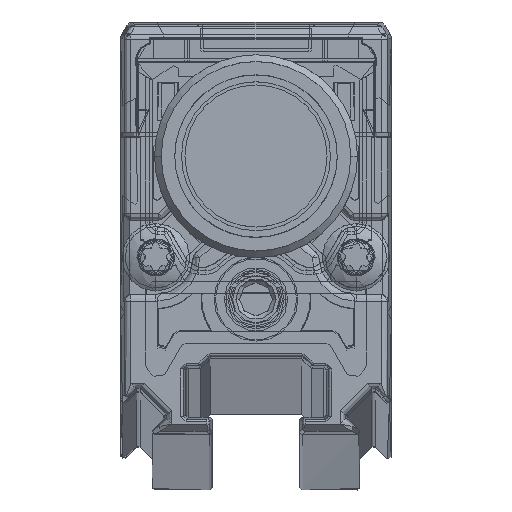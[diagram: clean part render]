
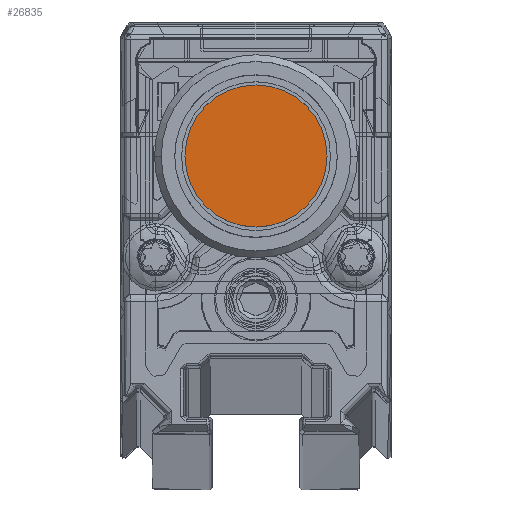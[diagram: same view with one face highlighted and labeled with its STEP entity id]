
A CAD part, top view. The second image highlights one B-rep face of the part: STEP entity #26835.
In plain terms, the highlighted face is planar.
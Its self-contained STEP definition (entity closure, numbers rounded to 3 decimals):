
#26035=CARTESIAN_POINT('',(0.,0.,0.));
#26036=DIRECTION('',(0.,-1.,0.));
#26037=DIRECTION('',(1.,0.,0.));
#26038=AXIS2_PLACEMENT_3D('',#26035,#26036,#26037);
#26040=CARTESIAN_POINT('',(0.,0.,0.));
#26041=DIRECTION('',(0.,-1.,0.));
#26042=DIRECTION('',(-1.,0.,0.));
#26043=AXIS2_PLACEMENT_3D('',#26040,#26041,#26042);
#26141=CARTESIAN_POINT('',(-5.25,0.,0.));
#26142=VERTEX_POINT('',#26141);
#26143=CARTESIAN_POINT('',(5.25,0.,0.));
#26144=VERTEX_POINT('',#26143);
#26826=CARTESIAN_POINT('',(0.,0.,0.));
#26827=DIRECTION('',(0.,-1.,0.));
#26828=DIRECTION('',(1.,0.,0.));
#26829=AXIS2_PLACEMENT_3D('',#26826,#26827,#26828);
#26830=PLANE('',#26829);
#26831=ORIENTED_EDGE('',*,*,#26812,.T.);
#26832=ORIENTED_EDGE('',*,*,#26794,.T.);
#26833=EDGE_LOOP('',(#26831,#26832));
#26834=FACE_OUTER_BOUND('',#26833,.F.);
#26835=ADVANCED_FACE('',(#26834),#26830,.F.);
#26039=CIRCLE('',#26038,5.25);
#26044=CIRCLE('',#26043,5.25);
#26794=EDGE_CURVE('',#26142,#26144,#26044,.T.);
#26812=EDGE_CURVE('',#26144,#26142,#26039,.T.);
